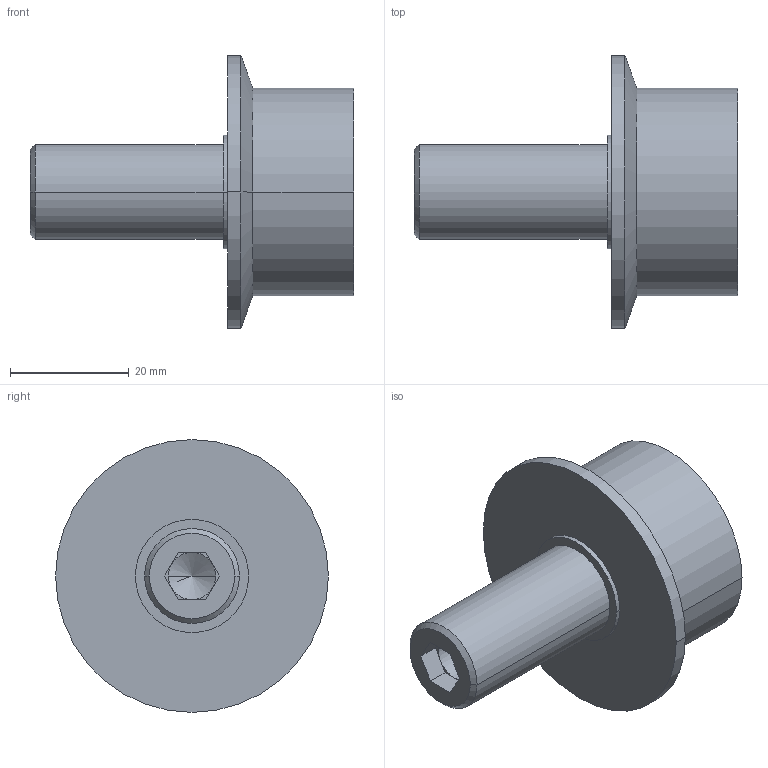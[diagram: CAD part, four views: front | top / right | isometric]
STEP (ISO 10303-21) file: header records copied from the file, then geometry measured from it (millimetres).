
FILE_DESCRIPTION(('STEP AP214'),'1');
FILE_NAME('hpj35.stp','2015-08-13T11:33:29',('TraceParts'),('TraceParts S.A.'),'Spatial InterOp 3D',' ',' ');
FILE_SCHEMA(('automotive_design'));
Length unit declared in the file: millimetre
Products named in the file (1): 1
Bounding box: 54.5 x 46 x 46 mm (x, y, z)
Volume: 28958.5 mm3; surface area: 7397.5 mm2
Topology: 1 solids, 1 shells, 27 faces, 58 edges, 35 vertices
Faces by surface type: plane 11, cylinder 10, cone 6
Entity records: 731 total; most frequent: DIRECTION 134, CARTESIAN_POINT 119, ORIENTED_EDGE 112, EDGE_CURVE 56, AXIS2_PLACEMENT_3D 50, VERTEX_POINT 35, LINE 34, VECTOR 34
